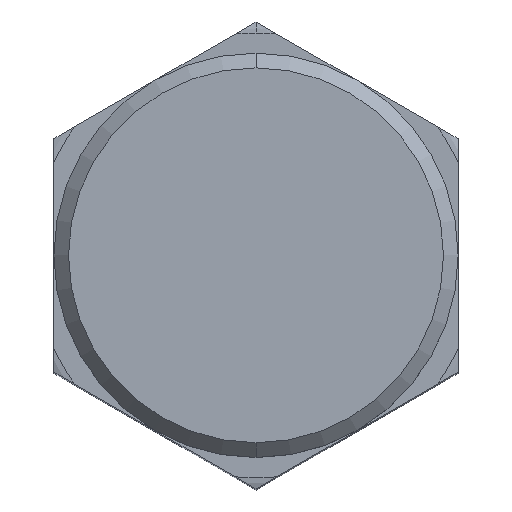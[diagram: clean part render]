
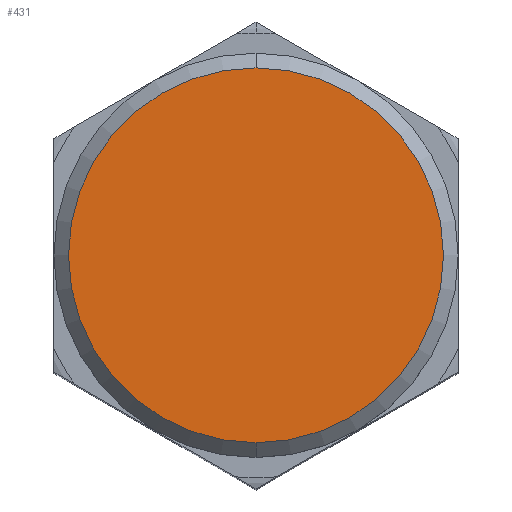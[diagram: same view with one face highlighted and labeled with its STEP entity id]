
A CAD part, top view. The second image highlights one B-rep face of the part: STEP entity #431.
In plain terms, the highlighted planar face has unit normal (0, 0, 1).
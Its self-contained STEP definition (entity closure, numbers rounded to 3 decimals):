
#43 = CARTESIAN_POINT ( 'NONE',  ( 0., 0., 40. ) ) ;
#133 = CARTESIAN_POINT ( 'NONE',  ( 0., 0., 40. ) ) ;
#158 = CARTESIAN_POINT ( 'NONE',  ( 0., 0., 40. ) ) ;
#243 = AXIS2_PLACEMENT_3D ( 'NONE', #158, #259, #446 ) ;
#254 = DIRECTION ( 'NONE',  ( 0., 1., 0. ) ) ;
#259 = DIRECTION ( 'NONE',  ( 0., 0., -1. ) ) ;
#354 = ORIENTED_EDGE ( 'NONE', *, *, #481, .F. ) ;
#417 = CARTESIAN_POINT ( 'NONE',  ( 0., 10.2, 40. ) ) ;
#418 = VERTEX_POINT ( 'NONE', #417 ) ;
#431 = ADVANCED_FACE ( 'NONE', ( #935 ), #663, .T. ) ;
#446 = DIRECTION ( 'NONE',  ( 0., 1., 0. ) ) ;
#469 = EDGE_CURVE ( 'NONE', #418, #1107, #1048, .T. ) ;
#481 = EDGE_CURVE ( 'NONE', #1107, #418, #610, .T. ) ;
#531 = AXIS2_PLACEMENT_3D ( 'NONE', #133, #852, #744 ) ;
#575 = ORIENTED_EDGE ( 'NONE', *, *, #469, .F. ) ;
#610 = CIRCLE ( 'NONE', #243, 10.2 ) ;
#663 = PLANE ( 'NONE',  #531 ) ;
#693 = DIRECTION ( 'NONE',  ( 0., 0., -1. ) ) ;
#744 = DIRECTION ( 'NONE',  ( 0., -1., 0. ) ) ;
#802 = CARTESIAN_POINT ( 'NONE',  ( 0., -10.2, 40. ) ) ;
#852 = DIRECTION ( 'NONE',  ( 0., 0., 1. ) ) ;
#935 = FACE_OUTER_BOUND ( 'NONE', #1015, .T. ) ;
#1015 = EDGE_LOOP ( 'NONE', ( #575, #354 ) ) ;
#1048 = CIRCLE ( 'NONE', #1120, 10.2 ) ;
#1107 = VERTEX_POINT ( 'NONE', #802 ) ;
#1120 = AXIS2_PLACEMENT_3D ( 'NONE', #43, #693, #254 ) ;
